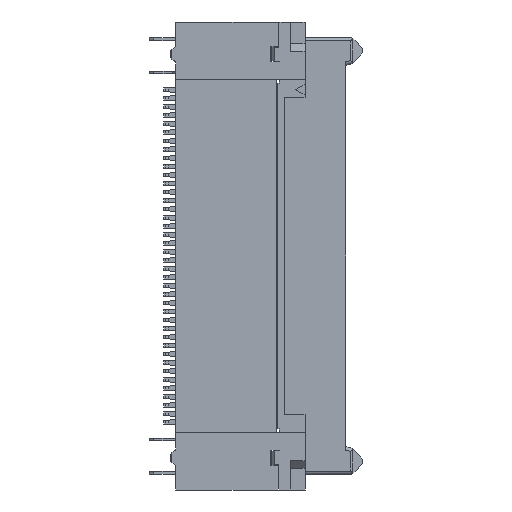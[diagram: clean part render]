
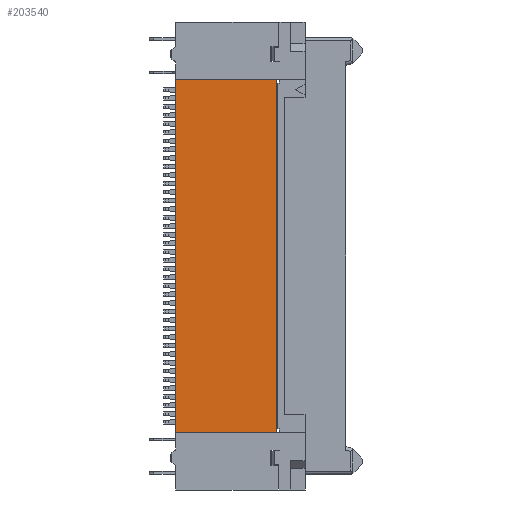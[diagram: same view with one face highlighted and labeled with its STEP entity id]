
A CAD part, left-side view. The second image highlights one B-rep face of the part: STEP entity #203540.
In plain terms, the highlighted planar face has unit normal (-1, 0, 0).
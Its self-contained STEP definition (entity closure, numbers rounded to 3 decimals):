
#29770=CARTESIAN_POINT('',(-6.923,14.231,12.175));
#29780=VERTEX_POINT('',#29770);
#29810=CARTESIAN_POINT('',(-6.923,14.331,12.175));
#29820=DIRECTION('',(0.,1.,0.));
#29830=VECTOR('',#29820,1.);
#29840=LINE('',#29810,#29830);
#29850=CARTESIAN_POINT('',(-6.923,23.681,12.175));
#29860=VERTEX_POINT('',#29850);
#29870=EDGE_CURVE('',#29780,#29860,#29840,.T.);
#203240=CARTESIAN_POINT('',(-6.923,23.681,
-4.193));
#203250=DIRECTION('',(1.,0.,-0.));
#203260=DIRECTION('',(0.,0.,1.));
#203270=AXIS2_PLACEMENT_3D('',#203240,#203250,#203260);
#203280=PLANE('',#203270);
#203290=ORIENTED_EDGE('',*,*,#29870,.T.);
#203300=CARTESIAN_POINT('',(-6.923,14.231,-24.2));
#203310=DIRECTION('',(0.,0.,1.));
#203320=VECTOR('',#203310,1.);
#203330=LINE('',#203300,#203320);
#203340=CARTESIAN_POINT('',(-6.923,14.231,-20.975));
#203350=VERTEX_POINT('',#203340);
#203360=EDGE_CURVE('',#203350,#29780,#203330,.T.);
#203370=ORIENTED_EDGE('',*,*,#203360,.T.);
#203380=CARTESIAN_POINT('',(-6.923,14.331,-20.975));
#203390=DIRECTION('',(0.,-1.,0.));
#203400=VECTOR('',#203390,1.);
#203410=LINE('',#203380,#203400);
#203420=CARTESIAN_POINT('',(-6.923,23.681,-20.975));
#203430=VERTEX_POINT('',#203420);
#203440=EDGE_CURVE('',#203430,#203350,#203410,.T.);
#203450=ORIENTED_EDGE('',*,*,#203440,.T.);
#203460=CARTESIAN_POINT('',(-6.923,23.681,-16.2));
#203470=DIRECTION('',(0.,0.,1.));
#203480=VECTOR('',#203470,1.);
#203490=LINE('',#203460,#203480);
#203500=EDGE_CURVE('',#203430,#29860,#203490,.T.);
#203510=ORIENTED_EDGE('',*,*,#203500,.F.);
#203520=EDGE_LOOP('',(#203510,#203450,#203370,#203290));
#203530=FACE_OUTER_BOUND('',#203520,.T.);
#203540=ADVANCED_FACE('',(#203530),#203280,.F.);
